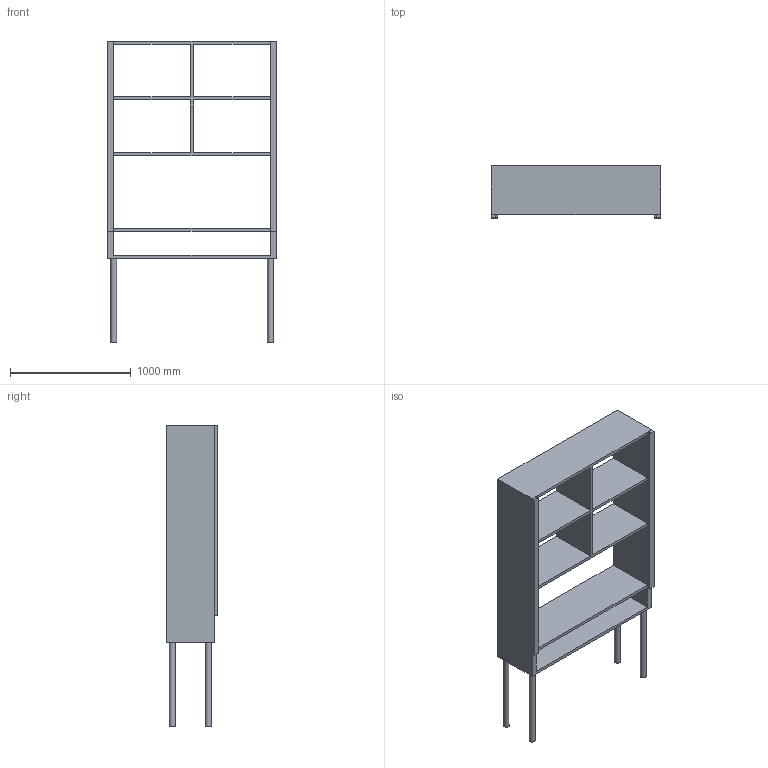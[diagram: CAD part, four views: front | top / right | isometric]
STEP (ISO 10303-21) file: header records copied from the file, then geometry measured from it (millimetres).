
FILE_DESCRIPTION(('FreeCAD Model'),'2;1');
FILE_NAME('Open CASCADE Shape Model','2021-10-17T23:35:07',('Author'),( ''),'Open CASCADE STEP processor 7.5','FreeCAD','Unknown');
FILE_SCHEMA(('AUTOMOTIVE_DESIGN { 1 0 10303 214 1 1 1 1 }'));
Length unit declared in the file: millimetre
Products named in the file (1): FurnitureBody
Bounding box: 1400 x 430 x 2500 mm (x, y, z)
Volume: 155504037.1 mm3; surface area: 10177323 mm2
Topology: 1 solids, 1 shells, 58 faces, 150 edges, 92 vertices
Faces by surface type: plane 54, cylinder 4
Full cylindrical faces by diameter (mm): 50 x4
Entity records: 3718 total; most frequent: CARTESIAN_POINT 625, DIRECTION 572, LINE 434, VECTOR 434, ORIENTED_EDGE 300, PCURVE 300, DEFINITIONAL_REPRESENTATION 300, EDGE_CURVE 150
